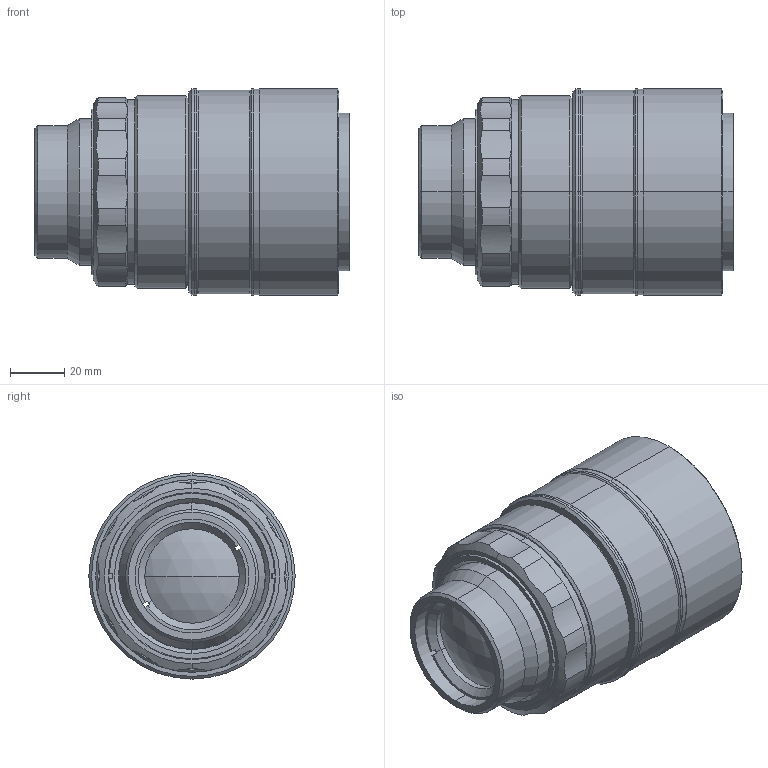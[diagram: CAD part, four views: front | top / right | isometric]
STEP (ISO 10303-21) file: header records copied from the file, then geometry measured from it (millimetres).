
FILE_DESCRIPTION (( 'STEP AP203' ), '1' );
FILE_NAME ('DP71556-B_MC12K008X-I.step', '2022-01-03T14:20:48', ( '' ), ( '' ), 'SwSTEP 2.0', 'SolidWorks 2021', '' );
FILE_SCHEMA (( 'CONFIG_CONTROL_DESIGN' ));
Length unit declared in the file: millimetre
Products named in the file (1): DP71556-B_MC12K008X-I
Bounding box: 115.87 x 76 x 76 mm (x, y, z)
Surface area: 57762.7 mm2 (no closed solid volume)
Topology: 0 solids, 14 shells, 108 faces, 301 edges, 205 vertices
Faces by surface type: cylinder 63, cone 30, plane 13, sphere 2
Entity records: 3884 total; most frequent: CARTESIAN_POINT 999, DIRECTION 635, ORIENTED_EDGE 511, EDGE_CURVE 301, AXIS2_PLACEMENT_3D 265, VERTEX_POINT 205, CIRCLE 156, EDGE_LOOP 126
